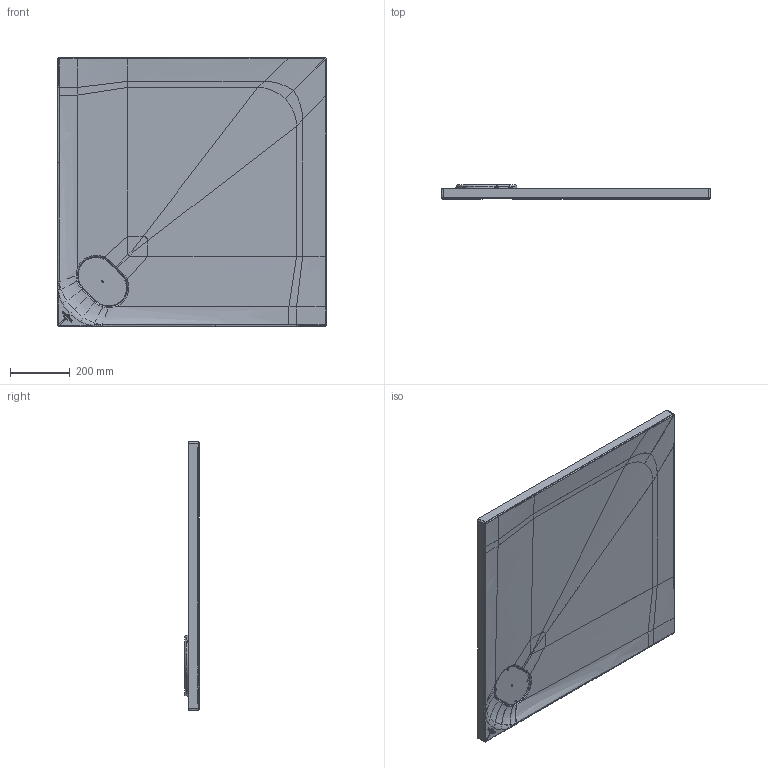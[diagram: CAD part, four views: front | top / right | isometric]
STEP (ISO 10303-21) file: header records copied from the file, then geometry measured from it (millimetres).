
FILE_DESCRIPTION((''),'2;1');
FILE_NAME('WN1750_ASM','2025-09-05T16:43:40',('ShoresI'),('AMERICAN STANDARD B&K'),'CREO PARAMETRIC BY PTC INC, 2024253','CREO PARAMETRIC BY PTC INC, 2024253','');
FILE_SCHEMA(('AUTOMOTIVE_DESIGN { 1 0 10303 214 1 1 1 1 }'));
Products named in the file (34): WA1280_AF0; LOGO_VB_16052023_1_1; LOGO_VB_16052023_1_2; LOGO_VB_16052023_1_3; LOGO_VB_16052023_1_4; LOGO_VB_16052023_1_5; LOGO_VB_16052023_1_6; LOGO_VB_16052023_1_7; LOGO_VB_16052023_1_8; LOGO_VB_16052023_1_9; LOGO_VB_16052023_1_10; LOGO_VB_16052023_1_11; LOGO_VB_16052023_1_12; LOGO_VB_16052023_1_13; LOGO_VB_16052023_1_14; LOGO_VB_16052023_1_15; LOGO_VB_16052023_1_16; LOGO_VB_16052023_1_17; LOGO_VB_16052023_1_18; LOGO_VB_16052023_1_19; LOGO_VB_16052023_1_20; LOGO_VB_16052023_1_21; LOGO_VB_16052023_1_22; LOGO_VB_16052023_1_23; LOGO_VB_16052023_1_24; LOGO_VB_16052023_1_25; LOGO_VB_16052023_1_26; LOGO_VB_16052023_1_27; LOGO_VB_16052023_1_28; LOGO_VB_16052023_1_ASM; WO0798_BACKING_AF0; WF0331; WF0332; WN1750_ASM
Assembly tree (33 placements, depth 3):
  WN1750_ASM
    WA1280_AF0
    LOGO_VB_16052023_1_ASM
      LOGO_VB_16052023_1_1
      LOGO_VB_16052023_1_2
      LOGO_VB_16052023_1_3
      LOGO_VB_16052023_1_4
      LOGO_VB_16052023_1_5
      LOGO_VB_16052023_1_6
      LOGO_VB_16052023_1_7
      LOGO_VB_16052023_1_8
      LOGO_VB_16052023_1_9
      LOGO_VB_16052023_1_10
      LOGO_VB_16052023_1_11
      LOGO_VB_16052023_1_12
      LOGO_VB_16052023_1_13
      LOGO_VB_16052023_1_14
      LOGO_VB_16052023_1_15
      LOGO_VB_16052023_1_16
      LOGO_VB_16052023_1_17
      LOGO_VB_16052023_1_18
      LOGO_VB_16052023_1_19
      LOGO_VB_16052023_1_20
      LOGO_VB_16052023_1_21
      LOGO_VB_16052023_1_22
      LOGO_VB_16052023_1_23
      LOGO_VB_16052023_1_24
      LOGO_VB_16052023_1_25
      LOGO_VB_16052023_1_26
      LOGO_VB_16052023_1_27
      LOGO_VB_16052023_1_28
    WO0798_BACKING_AF0
    WF0331
    WF0332
Bounding box: 900 x 48.4 x 900 mm (x, y, z)
Volume: 14486167.1 mm3; surface area: 3776770.3 mm2
Topology: 32 solids, 37 shells, 1743 faces, 4324 edges, 2796 vertices
Faces by surface type: bspline 781, plane 469, cylinder 200, extrusion 200, cone 62, torus 13, sphere 10, revolution 8
Entity records: 104959 total; most frequent: CARTESIAN_POINT 54958, ORIENTED_EDGE 8408, DIRECTION 5107, EDGE_CURVE 4218, VERTEX_POINT 2584, B_SPLINE_CURVE_WITH_KNOTS 2181, PROPERTY_DEFINITION 2042, REPRESENTATION 2009
